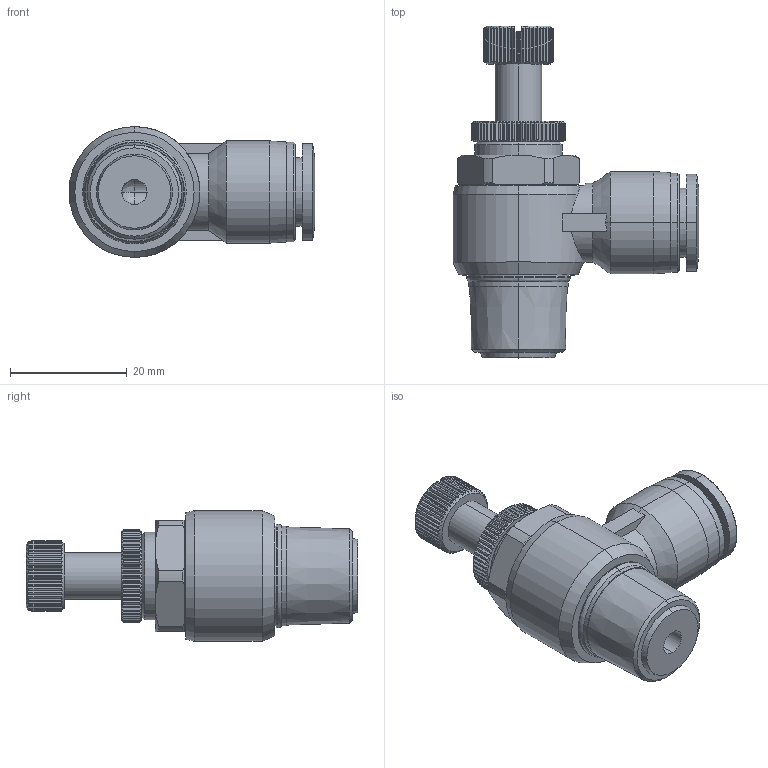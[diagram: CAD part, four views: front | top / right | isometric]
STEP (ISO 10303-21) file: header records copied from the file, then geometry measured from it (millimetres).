
FILE_DESCRIPTION (( 'STEP AP214' ), '1' );
FILE_NAME ('FVS10M-38R.step', '2016-02-24T20:37:11', ( '' ), ( '' ), 'SwSTEP 2.0', 'SolidWorks 2015', '' );
FILE_SCHEMA (( 'AUTOMOTIVE_DESIGN' ));
Length unit declared in the file: inch
Products named in the file (1): FVS10M-38R
Bounding box: 42.1 x 56.8 x 22.4 mm (x, y, z)
Volume: 14916 mm3; surface area: 6371.3 mm2
Topology: 1 solids, 1 shells, 569 faces, 1380 edges, 824 vertices
Faces by surface type: plane 255, cone 159, cylinder 145, bspline 8, torus 2
Entity records: 24423 total; most frequent: CARTESIAN_POINT 4379, ORIENTED_EDGE 2756, DIRECTION 2505, EDGE_CURVE 1378, AXIS2_PLACEMENT_3D 1038, VERTEX_POINT 824, EDGE_LOOP 584, UNCERTAINTY_MEASURE_WITH_UNIT 572
